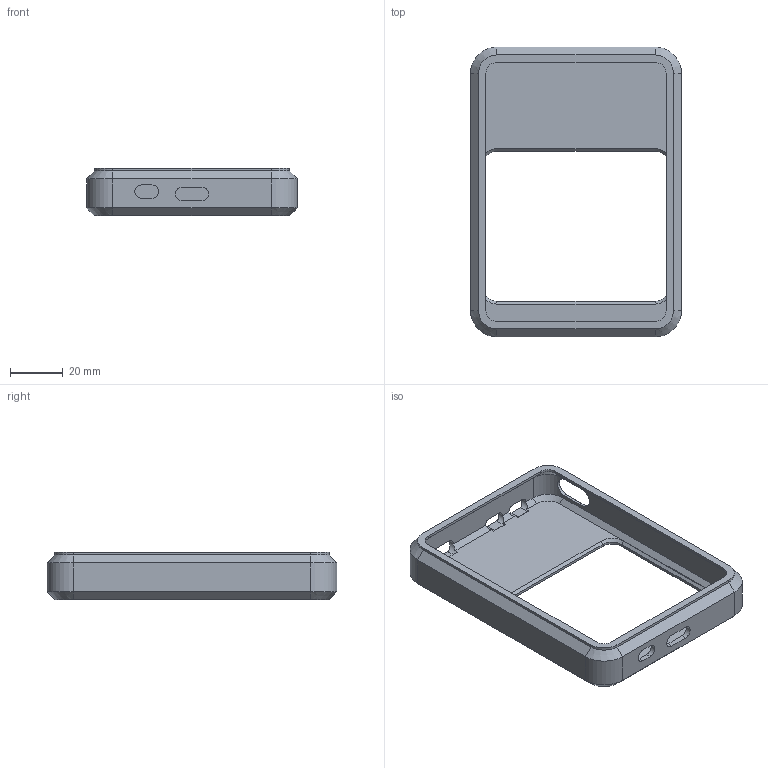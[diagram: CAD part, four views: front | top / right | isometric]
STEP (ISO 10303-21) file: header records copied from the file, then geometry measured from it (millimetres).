
FILE_DESCRIPTION(('FreeCAD Model'),'2;1');
FILE_NAME('Open CASCADE Shape Model','2023-06-02T19:59:59',(''),(''), 'Open CASCADE STEP processor 7.6','FreeCAD','Unknown');
FILE_SCHEMA(('AUTOMOTIVE_DESIGN { 1 0 10303 214 1 1 1 1 }'));
Length unit declared in the file: millimetre
Products named in the file (1): guard001
Bounding box: 80 x 110 x 18 mm (x, y, z)
Volume: 20126.3 mm3; surface area: 21678.1 mm2
Topology: 1 solids, 1 shells, 119 faces, 311 edges, 187 vertices
Faces by surface type: plane 63, cylinder 32, cone 23, bspline 1
Entity records: 8259 total; most frequent: CARTESIAN_POINT 2228, DIRECTION 1072, ORIENTED_EDGE 622, PCURVE 622, DEFINITIONAL_REPRESENTATION 622, LINE 589, VECTOR 589, EDGE_CURVE 311
